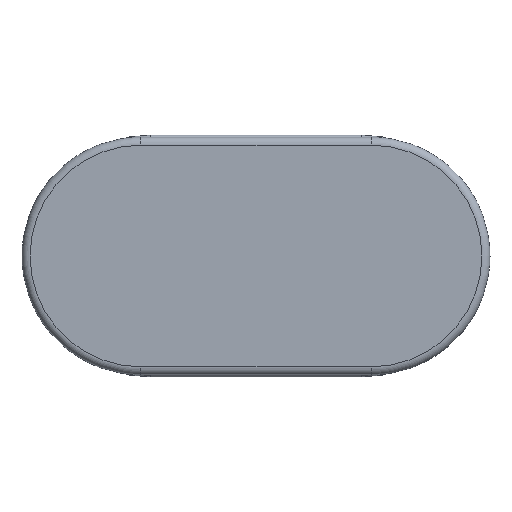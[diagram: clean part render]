
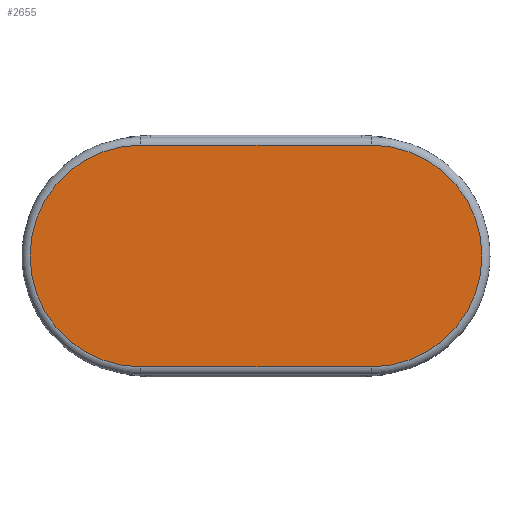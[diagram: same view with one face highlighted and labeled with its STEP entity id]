
A CAD part, front view. The second image highlights one B-rep face of the part: STEP entity #2655.
In plain terms, the highlighted planar face has unit normal (0, -1, 0).
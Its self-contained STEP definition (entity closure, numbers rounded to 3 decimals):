
#60=CIRCLE('',#2701,19.262);
#100=CIRCLE('',#2813,19.262);
#319=FACE_OUTER_BOUND('',#476,.T.);
#476=EDGE_LOOP('',(#2377,#2378,#2379,#2380));
#549=LINE('',#4092,#770);
#624=LINE('',#4459,#845);
#770=VECTOR('',#3143,1.);
#845=VECTOR('',#3336,1.);
#1017=VERTEX_POINT('',#3841);
#1018=VERTEX_POINT('',#3842);
#1067=VERTEX_POINT('',#4091);
#1144=VERTEX_POINT('',#4458);
#1279=EDGE_CURVE('',#1017,#1018,#60,.T.);
#1355=EDGE_CURVE('',#1018,#1067,#549,.T.);
#1467=EDGE_CURVE('',#1017,#1144,#624,.T.);
#1486=EDGE_CURVE('',#1144,#1067,#100,.T.);
#2377=ORIENTED_EDGE('',*,*,#1486,.F.);
#2378=ORIENTED_EDGE('',*,*,#1467,.F.);
#2379=ORIENTED_EDGE('',*,*,#1279,.T.);
#2380=ORIENTED_EDGE('',*,*,#1355,.T.);
#2508=PLANE('',#2923);
#2655=ADVANCED_FACE('',(#319),#2508,.F.);
#2701=AXIS2_PLACEMENT_3D('',#3843,#3007,#3008);
#2813=AXIS2_PLACEMENT_3D('',#4550,#3354,#3355);
#2923=AXIS2_PLACEMENT_3D('',#4899,#3641,#3642);
#3007=DIRECTION('center_axis',(0.,-1.,0.));
#3008=DIRECTION('ref_axis',(0.,0.,1.));
#3143=DIRECTION('',(1.,0.,0.));
#3336=DIRECTION('',(1.,0.,0.));
#3354=DIRECTION('center_axis',(0.,1.,0.));
#3355=DIRECTION('ref_axis',(0.,0.,1.));
#3641=DIRECTION('center_axis',(0.,1.,0.));
#3642=DIRECTION('ref_axis',(0.,0.,-1.));
#3841=CARTESIAN_POINT('',(-20.,0.,19.262));
#3842=CARTESIAN_POINT('',(-20.,0.,-19.262));
#3843=CARTESIAN_POINT('Origin',(-20.,0.,0.));
#4091=CARTESIAN_POINT('',(20.,0.,-19.262));
#4092=CARTESIAN_POINT('',(-20.,0.,-19.262));
#4458=CARTESIAN_POINT('',(20.,0.,19.262));
#4459=CARTESIAN_POINT('',(-20.,0.,19.262));
#4550=CARTESIAN_POINT('Origin',(20.,0.,0.));
#4899=CARTESIAN_POINT('Origin',(20.,0.,9.631));
